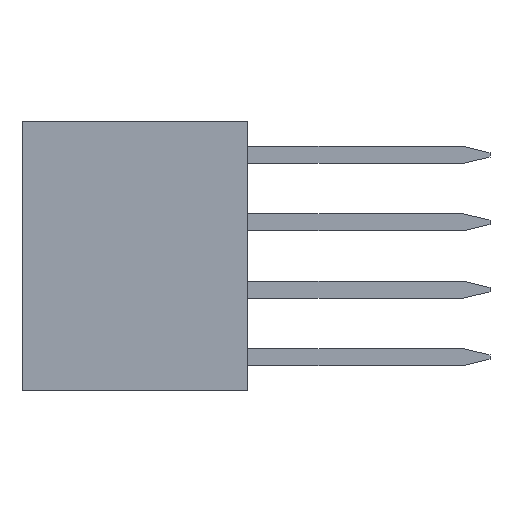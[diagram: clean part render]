
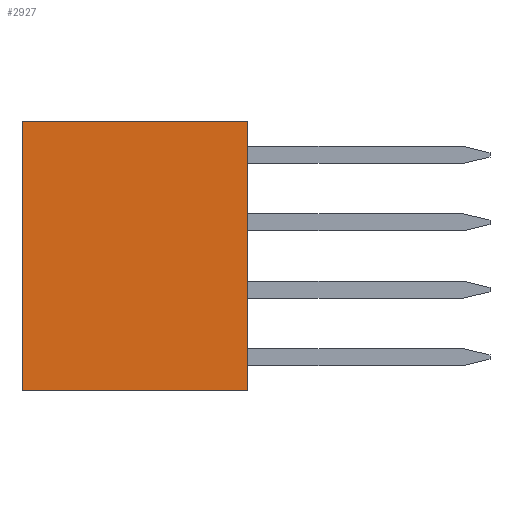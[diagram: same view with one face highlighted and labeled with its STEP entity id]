
A CAD part, left-side view. The second image highlights one B-rep face of the part: STEP entity #2927.
In plain terms, the highlighted planar face has unit normal (-1, 0, 0).
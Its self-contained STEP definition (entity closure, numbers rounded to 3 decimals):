
#26 = CARTESIAN_POINT ( 'NONE',  ( 0., 0., 10.16 ) ) ;
#121 = ORIENTED_EDGE ( 'NONE', *, *, #3957, .F. ) ;
#346 = CARTESIAN_POINT ( 'NONE',  ( 0., -8.5, 10.16 ) ) ;
#349 = DIRECTION ( 'NONE',  ( 0., -1., 0. ) ) ;
#487 = ORIENTED_EDGE ( 'NONE', *, *, #2558, .T. ) ;
#949 = VECTOR ( 'NONE', #349, 1000. ) ;
#1178 = VECTOR ( 'NONE', #1519, 1000. ) ;
#1357 = EDGE_CURVE ( 'NONE', #2741, #2060, #5227, .T. ) ;
#1374 = DIRECTION ( 'NONE',  ( 0., -1., 0. ) ) ;
#1519 = DIRECTION ( 'NONE',  ( 0., 0., -1. ) ) ;
#1558 = VERTEX_POINT ( 'NONE', #2403 ) ;
#2060 = VERTEX_POINT ( 'NONE', #5328 ) ;
#2223 = EDGE_CURVE ( 'NONE', #1558, #2060, #2390, .T. ) ;
#2381 = VECTOR ( 'NONE', #1374, 1000. ) ;
#2390 = LINE ( 'NONE', #2719, #949 ) ;
#2397 = DIRECTION ( 'NONE',  ( 1., 0., 0. ) ) ;
#2403 = CARTESIAN_POINT ( 'NONE',  ( 0., 0., 0. ) ) ;
#2558 = EDGE_CURVE ( 'NONE', #3447, #1558, #4750, .T. ) ;
#2679 = ORIENTED_EDGE ( 'NONE', *, *, #2223, .T. ) ;
#2719 = CARTESIAN_POINT ( 'NONE',  ( 0., 0., 0. ) ) ;
#2741 = VERTEX_POINT ( 'NONE', #346 ) ;
#2787 = VECTOR ( 'NONE', #5554, 1000. ) ;
#2927 = ADVANCED_FACE ( 'NONE', ( #3099 ), #3311, .F. ) ;
#3099 = FACE_OUTER_BOUND ( 'NONE', #5463, .T. ) ;
#3311 = PLANE ( 'NONE',  #5284 ) ;
#3447 = VERTEX_POINT ( 'NONE', #26 ) ;
#3631 = LINE ( 'NONE', #4624, #2381 ) ;
#3957 = EDGE_CURVE ( 'NONE', #3447, #2741, #3631, .T. ) ;
#4310 = CARTESIAN_POINT ( 'NONE',  ( 0., 0., 2.54 ) ) ;
#4353 = ORIENTED_EDGE ( 'NONE', *, *, #1357, .F. ) ;
#4624 = CARTESIAN_POINT ( 'NONE',  ( 0., 0., 10.16 ) ) ;
#4750 = LINE ( 'NONE', #4310, #1178 ) ;
#5105 = CARTESIAN_POINT ( 'NONE',  ( 0., -8.5, 2.54 ) ) ;
#5128 = CARTESIAN_POINT ( 'NONE',  ( 0., 0., 2.54 ) ) ;
#5227 = LINE ( 'NONE', #5105, #2787 ) ;
#5284 = AXIS2_PLACEMENT_3D ( 'NONE', #5128, #2397, #5592 ) ;
#5328 = CARTESIAN_POINT ( 'NONE',  ( 0., -8.5, 0. ) ) ;
#5463 = EDGE_LOOP ( 'NONE', ( #2679, #4353, #121, #487 ) ) ;
#5554 = DIRECTION ( 'NONE',  ( 0., 0., -1. ) ) ;
#5592 = DIRECTION ( 'NONE',  ( 0., 0., -1. ) ) ;
